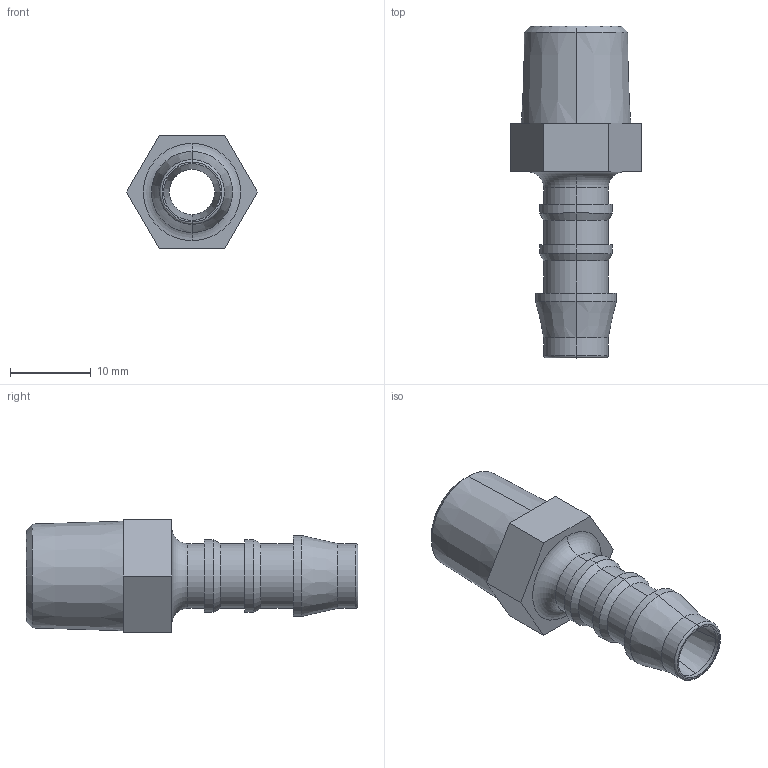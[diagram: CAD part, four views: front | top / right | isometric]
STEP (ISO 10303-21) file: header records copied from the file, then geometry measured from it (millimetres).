
FILE_DESCRIPTION(/* description */ ('VariCAD 2016-1.06 AP-214'),/* implementation_level */ '2;1');
FILE_NAME(/* name */ 'gt_149_k.stp',/* time_stamp */ '2016-06-16T10:24:45+02:00',/* author */ (''),/* organization */ (''),/* preprocessor_version */ 'ST-DEVELOPER v14',/* originating_system */ 'VariCAD 2016-1.06; kernel version (20130303)',/* authorisation */ '');
FILE_SCHEMA (('AUTOMOTIVE_DESIGN'));
Length unit declared in the file: millimetre
Products named in the file (2): gt_149_k; GT 149 K
Assembly tree (1 placements, depth 2):
  gt_149_k
    GT 149 K
Bounding box: 16.17 x 41 x 14 mm (x, y, z)
Volume: 2859.8 mm3; surface area: 2416.6 mm2
Topology: 1 solids, 1 shells, 51 faces, 108 edges, 64 vertices
Faces by surface type: cylinder 18, cone 16, plane 13, torus 4
Entity records: 1424 total; most frequent: DIRECTION 274, CARTESIAN_POINT 227, ORIENTED_EDGE 216, AXIS2_PLACEMENT_3D 111, EDGE_CURVE 108, VERTEX_POINT 64, EDGE_LOOP 58, CIRCLE 56
